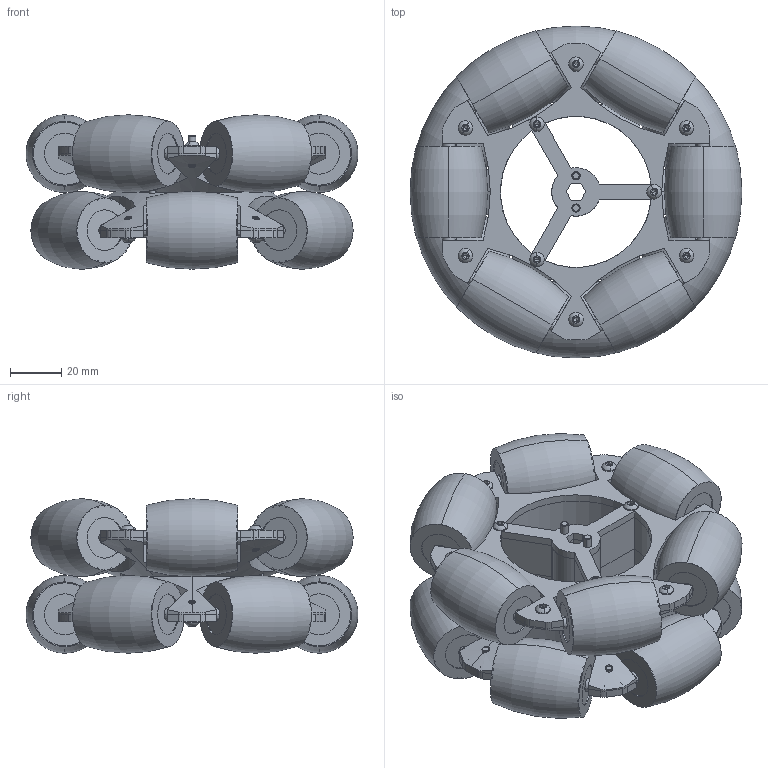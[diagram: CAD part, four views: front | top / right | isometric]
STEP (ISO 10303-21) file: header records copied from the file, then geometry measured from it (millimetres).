
FILE_DESCRIPTION (( 'STEP AP214' ), '1' );
FILE_NAME ('Omni-wheel 12 coated.STEP', '2023-09-14T08:09:39', ( '' ), ( '' ), 'SwSTEP 2.0', 'SolidWorks 2020', '' );
FILE_SCHEMA (( 'AUTOMOTIVE_DESIGN' ));
Length unit declared in the file: millimetre
Products named in the file (13): Omni-wheel 12 coated; Disk 12 coating_Hub (nuts); Shaft coating; Omni wheel half 12 coated; Omni wheel half 12 coated_Mating; Disk 12 coating_Disk, mating; Metric button hex socket screw_ISO 7380 - M3 x 40 --- 24C; Disk 12 coating_Disk; Metric button hex socket screw_ISO 7380 - M3 x 8 --- 8C; Metric button hex socket screw_ISO 7380 - M3 x 24 --- 24C; Disk 12 coating_Hub, mating; Roller core 12 coated; Roller coating 12
Assembly tree (59 placements, depth 3):
  Omni-wheel 12 coated
    Omni wheel half 12 coated
      Roller core 12 coated  x6
      Roller coating 12  x6
      Shaft coating  x6
      Disk 12 coating_Hub (nuts)
      Metric button hex socket screw_ISO 7380 - M3 x 8 --- 8C  x6
      Disk 12 coating_Disk
    Omni wheel half 12 coated_Mating
      Roller core 12 coated  x6
      Roller coating 12  x6
      Shaft coating  x6
      Disk 12 coating_Hub, mating
      Metric button hex socket screw_ISO 7380 - M3 x 8 --- 8C  x6
      Disk 12 coating_Disk, mating
    Metric button hex socket screw_ISO 7380 - M3 x 24 --- 24C  x3
    Metric button hex socket screw_ISO 7380 - M3 x 40 --- 24C  x2
Bounding box: 129.93 x 129.93 x 60.44 mm (x, y, z)
Volume: 363441.2 mm3; surface area: 203428.2 mm2
Topology: 57 solids, 57 shells, 1297 faces, 3193 edges, 2024 vertices
Faces by surface type: plane 599, cylinder 486, torus 106, cone 72, sphere 34
Entity records: 24010 total; most frequent: CARTESIAN_POINT 5091, DIRECTION 3952, ORIENTED_EDGE 3770, EDGE_CURVE 1885, AXIS2_PLACEMENT_3D 1447, VERTEX_POINT 1226, LINE 1058, VECTOR 1058
